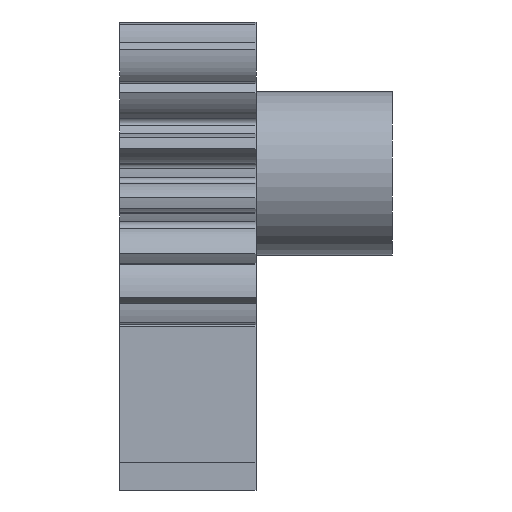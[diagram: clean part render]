
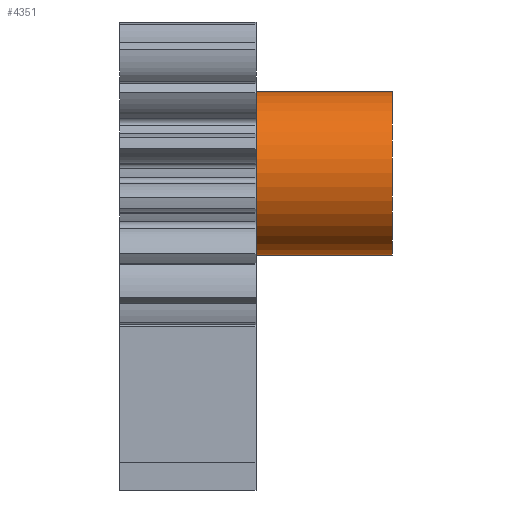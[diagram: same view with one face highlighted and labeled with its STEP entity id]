
A CAD part, left-side view. The second image highlights one B-rep face of the part: STEP entity #4351.
In plain terms, the highlighted cylindrical face has radius 3 mm (diameter 6 mm), a full revolution.
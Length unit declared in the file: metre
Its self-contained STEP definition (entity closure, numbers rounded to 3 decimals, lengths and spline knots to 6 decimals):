
#178=CYLINDRICAL_SURFACE('',#4705,0.003);
#266=CIRCLE('',#4606,0.003);
#316=CIRCLE('',#4706,0.003);
#1414=ORIENTED_EDGE('',*,*,#2186,.F.);
#1415=ORIENTED_EDGE('',*,*,#2038,.T.);
#2038=EDGE_CURVE('',#2593,#2593,#266,.T.);
#2186=EDGE_CURVE('',#2660,#2660,#316,.T.);
#2593=VERTEX_POINT('',#7828);
#2660=VERTEX_POINT('',#9853);
#3779=EDGE_LOOP('',(#1414));
#3780=EDGE_LOOP('',(#1415));
#4005=FACE_BOUND('',#3779,.T.);
#4006=FACE_BOUND('',#3780,.T.);
#4351=ADVANCED_FACE('',(#4005,#4006),#178,.T.);
#4606=AXIS2_PLACEMENT_3D('',#7827,#5427,#5428);
#4705=AXIS2_PLACEMENT_3D('',#9851,#5691,#5692);
#4706=AXIS2_PLACEMENT_3D('',#9852,#5693,#5694);
#5427=DIRECTION('',(0.,-1.,0.));
#5428=DIRECTION('',(0.,0.,-1.));
#5691=DIRECTION('',(0.,1.,0.));
#5692=DIRECTION('',(0.,0.,1.));
#5693=DIRECTION('',(0.,-1.,0.));
#5694=DIRECTION('',(0.,0.,-1.));
#7827=CARTESIAN_POINT('',(0.,-0.005,0.));
#7828=CARTESIAN_POINT('',(0.,-0.005,-0.003));
#9851=CARTESIAN_POINT('',(0.,-0.01,0.));
#9852=CARTESIAN_POINT('',(0.,-0.01,0.));
#9853=CARTESIAN_POINT('',(0.,-0.01,-0.003));
